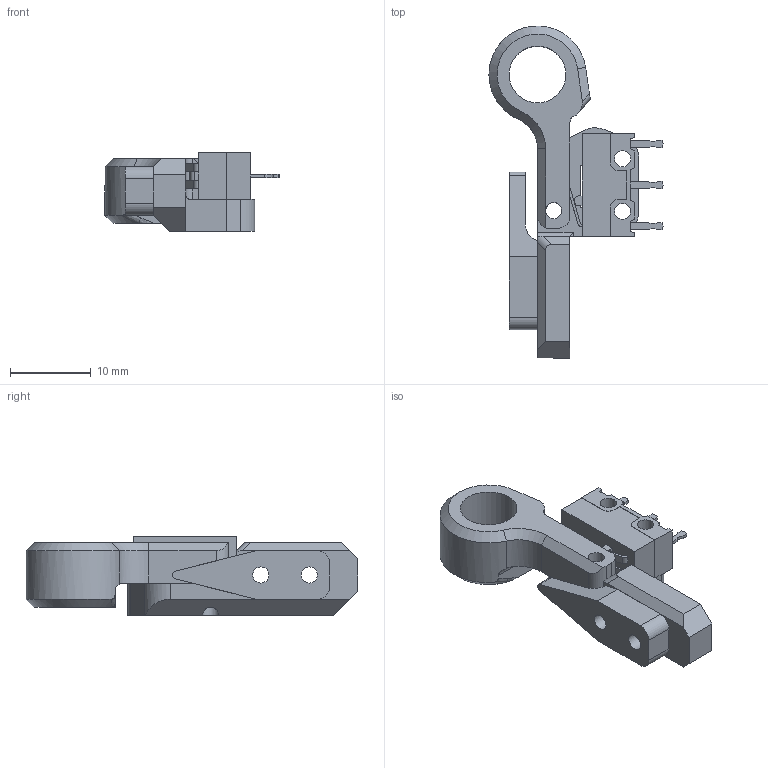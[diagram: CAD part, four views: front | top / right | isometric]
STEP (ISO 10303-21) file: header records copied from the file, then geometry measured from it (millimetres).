
FILE_DESCRIPTION(/* description */ (''),/* implementation_level */ '2;1');
FILE_NAME(/* name */ 'feet_sensor.stp',/* time_stamp */ '2022-02-06T22:11:52+08:00',/* author */ ('Shuang Peng'),/* organization */ (''),/* preprocessor_version */ 'ST-DEVELOPER v18',/* originating_system */ 'Autodesk Inventor 2020',/* authorisation */ '');
FILE_SCHEMA (('AUTOMOTIVE_DESIGN { 1 0 10303 214 3 1 1 }'));
Length unit declared in the file: millimetre
Products named in the file (5): tip_sensored; leg_tip; D2F-01L; leg_tip_1; sensor_shelf
Assembly tree (4 placements, depth 2):
  tip_sensored
    leg_tip
    D2F-01L
    leg_tip_1
    sensor_shelf
Bounding box: 21.5 x 41 x 9.75 mm (x, y, z)
Volume: 2480.1 mm3; surface area: 2922.3 mm2
Topology: 10 solids, 10 shells, 168 faces, 448 edges, 297 vertices
Faces by surface type: plane 113, cylinder 50, cone 3, bspline 2
Full cylindrical faces by diameter (mm): 2 x10, 7 x1
Entity records: 5557 total; most frequent: CARTESIAN_POINT 1019, DIRECTION 904, ORIENTED_EDGE 894, EDGE_CURVE 447, LINE 324, VECTOR 324, VERTEX_POINT 297, AXIS2_PLACEMENT_3D 290
